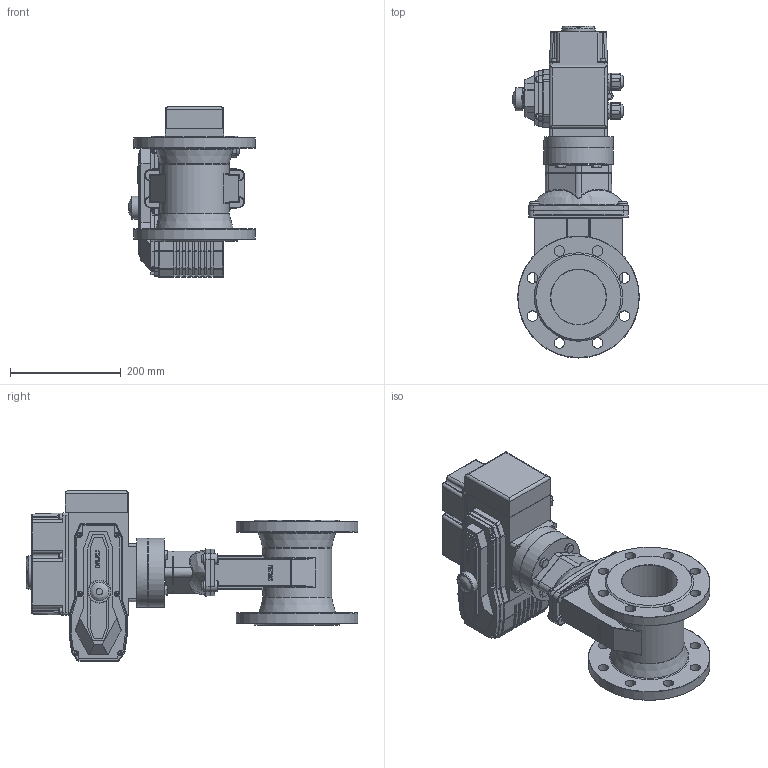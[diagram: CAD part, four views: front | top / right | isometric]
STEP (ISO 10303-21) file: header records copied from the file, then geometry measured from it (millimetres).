
FILE_DESCRIPTION(/* description */ (''),/* implementation_level */ '2;1');
FILE_NAME(/* name */ 'DN100_3D_STEP.stp',/* time_stamp */ '2025-02-07T12:28:14+03:00',/* author */ ('igorr'),/* organization */ (''),/* preprocessor_version */ 'ST-DEVELOPER v20',/* originating_system */ 'Autodesk Inventor 2025',/* authorisation */ '');
FILE_SCHEMA (('AUTOMOTIVE_DESIGN { 1 0 10303 214 3 1 1 }'));
Length unit declared in the file: millimetre
Products named in the file (11): Сборка; Сборка_Чертежная; Деталь1; Rivet GB/T 1015-1986-8 X 14; Сборка_1; Деталь; AS 1420 - 1973 - M3 x 6; AS 1420 - 1973 - M6 x 16; AS 1420 - 1973 - M5 x 16; Деталь3; AS 1110 - M10 x 16
Assembly tree (29 placements, depth 3):
  Сборка
    Сборка_Чертежная
      Деталь1
      Rivet GB/T 1015-1986-8 X 14  x4
    Сборка_1
      Деталь
      AS 1420 - 1973 - M3 x 6  x4
      AS 1420 - 1973 - M6 x 16  x6
      AS 1420 - 1973 - M5 x 16  x6
      Деталь3
    AS 1110 - M10 x 16  x4
Bounding box: 229 x 600 x 308 mm (x, y, z)
Volume: 10123818.8 mm3; surface area: 766261.9 mm2
Topology: 29 solids, 34 shells, 1471 faces, 3705 edges, 2366 vertices
Faces by surface type: plane 746, cylinder 420, torus 110, bspline 102, cone 85, sphere 8
Full cylindrical faces by diameter (mm): 3 x4, 5 x6, 5.5 x4, 6 x6, 6.16 x4, 7 x4, 8 x4, 8.5 x6, 9 x4, 10 x18, 12 x4, 13.606 x2, 14.22 x4, 16 x4, 18 x5, 19 x16, 20 x2, 27.184 x2, 30 x1, 32 x1, 41.63 x1, 41.932 x1, 44 x1, 48.957 x1, 60 x2, 70 x1, 100 x2, 125 x3, 220 x2
Entity records: 40465 total; most frequent: CARTESIAN_POINT 10254, ORIENTED_EDGE 5998, DIRECTION 5966, EDGE_CURVE 2999, AXIS2_PLACEMENT_3D 2107, VERTEX_POINT 1922, LINE 1752, VECTOR 1752
